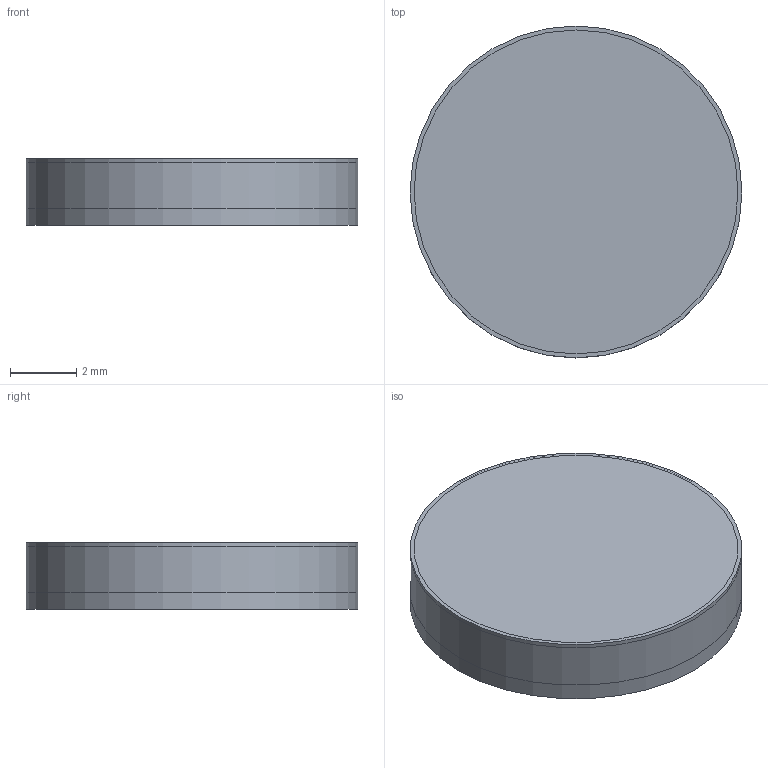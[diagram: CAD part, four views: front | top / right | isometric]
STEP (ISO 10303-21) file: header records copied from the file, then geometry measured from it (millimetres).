
FILE_DESCRIPTION(('FreeCAD Model'),'2;1');
FILE_NAME('piezo_disc.step' ,'2019-07-07T18:27:48',('Author'),(''), 'Open CASCADE STEP processor 7.3','FreeCAD','Unknown');
FILE_SCHEMA(('AUTOMOTIVE_DESIGN { 1 0 10303 214 1 1 1 1 }'));
Length unit declared in the file: millimetre
Products named in the file (4): Cylinder; Body; Fillet; Fillet001
Bounding box: 10 x 10 x 2 mm (x, y, z)
Surface area: 855.8 mm2
Topology: 4 solids, 4 shells, 17 faces, 22 edges, 13 vertices
Faces by surface type: plane 8, torus 5, cylinder 4
Full cylindrical faces by diameter (mm): 10 x4
Entity records: 709 total; most frequent: DIRECTION 114, CARTESIAN_POINT 103, ORIENTED_EDGE 44, PCURVE 44, DEFINITIONAL_REPRESENTATION 44, AXIS2_PLACEMENT_3D 36, LINE 34, VECTOR 34
